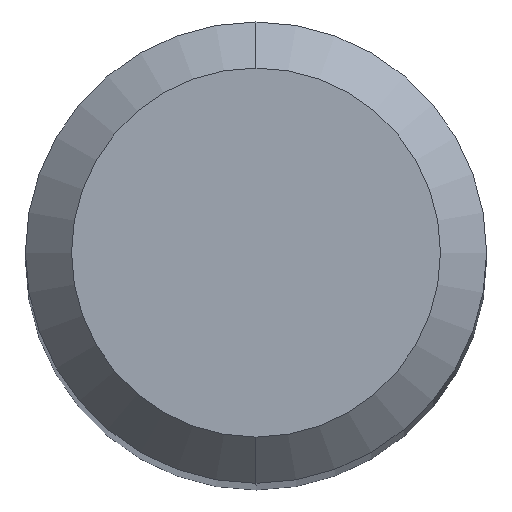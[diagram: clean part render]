
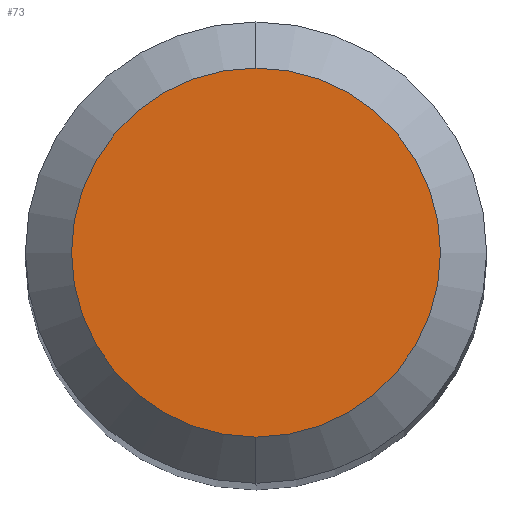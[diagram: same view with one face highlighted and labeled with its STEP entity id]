
A CAD part, top view. The second image highlights one B-rep face of the part: STEP entity #73.
In plain terms, the highlighted planar face has unit normal (0, 0, 1).
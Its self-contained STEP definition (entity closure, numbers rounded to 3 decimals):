
#73=ADVANCED_FACE('',(#153),#154,.T.);
#153=FACE_OUTER_BOUND('',#240,.T.);
#154=PLANE('',#241);
#240=EDGE_LOOP('',(#367,#368));
#241=AXIS2_PLACEMENT_3D('',#369,#370,#371);
#367=ORIENTED_EDGE('',*,*,#454,.F.);
#368=ORIENTED_EDGE('',*,*,#488,.F.);
#369=CARTESIAN_POINT('',(0.,0.8,33.65));
#370=DIRECTION('',(0.,0.0,1.0));
#371=DIRECTION('',(0.0,-1.0,0.0));
#454=EDGE_CURVE('',#530,#533,#534,.T.);
#488=EDGE_CURVE('',#533,#530,#581,.T.);
#530=VERTEX_POINT('',#619);
#533=VERTEX_POINT('',#623);
#534=CIRCLE('',#624,1.6);
#581=CIRCLE('',#678,1.6);
#619=CARTESIAN_POINT('',(0.,1.6,33.65));
#623=CARTESIAN_POINT('',(0.,-1.6,33.65));
#624=AXIS2_PLACEMENT_3D('',#711,#712,#713);
#678=AXIS2_PLACEMENT_3D('',#769,#770,#771);
#711=CARTESIAN_POINT('',(0.,0.0,33.65));
#712=DIRECTION('',(0.,0.,-1.0));
#713=DIRECTION('',(0.,1.0,0.));
#769=CARTESIAN_POINT('',(0.,0.0,33.65));
#770=DIRECTION('',(0.,0.,-1.0));
#771=DIRECTION('',(0.,1.0,0.));
